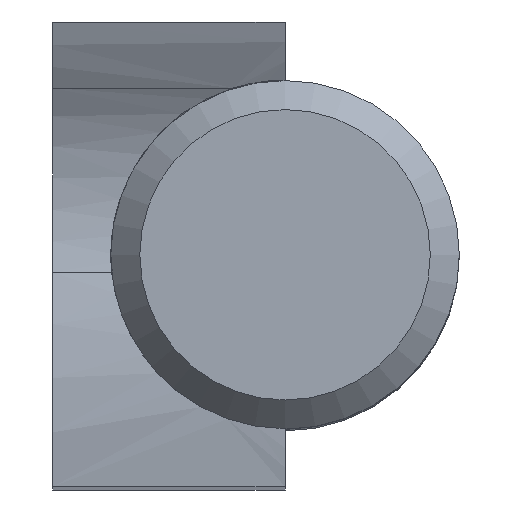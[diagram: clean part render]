
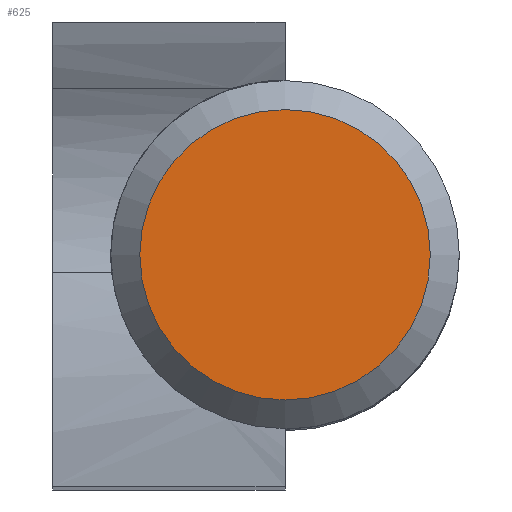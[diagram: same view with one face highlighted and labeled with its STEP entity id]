
A CAD part, top view. The second image highlights one B-rep face of the part: STEP entity #625.
In plain terms, the highlighted planar face has unit normal (0, 0, 1).
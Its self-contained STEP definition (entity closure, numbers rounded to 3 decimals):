
#120=ORIENTED_EDGE('',*,*,#274,.F.);
#274=EDGE_CURVE('',#351,#351,#412,.T.);
#351=VERTEX_POINT('',#1016);
#412=CIRCLE('',#701,2.5);
#457=EDGE_LOOP('',(#120));
#533=FACE_BOUND('',#457,.T.);
#609=PLANE('',#700);
#625=ADVANCED_FACE('',(#533),#609,.F.);
#700=AXIS2_PLACEMENT_3D('',#1014,#797,#798);
#701=AXIS2_PLACEMENT_3D('',#1015,#799,#800);
#797=DIRECTION('',(0.,0.,-1.));
#798=DIRECTION('',(-1.,0.,0.));
#799=DIRECTION('',(0.,0.,-1.));
#800=DIRECTION('',(-1.,0.,0.));
#1014=CARTESIAN_POINT('',(0.,0.,25.));
#1015=CARTESIAN_POINT('',(0.,0.,25.));
#1016=CARTESIAN_POINT('',(-2.5,0.,25.));
